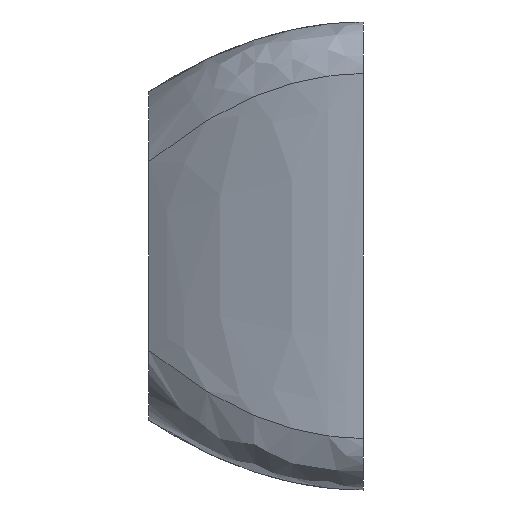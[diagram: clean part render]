
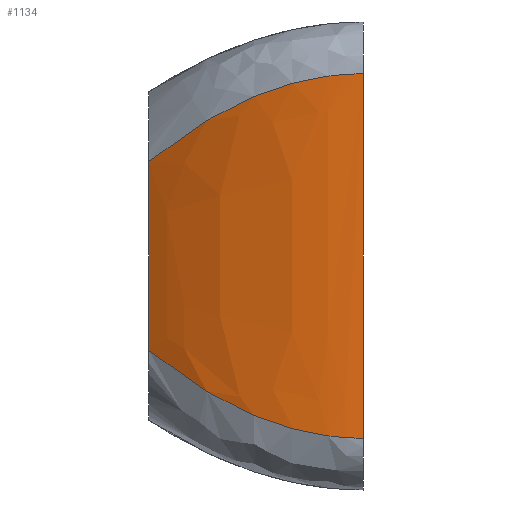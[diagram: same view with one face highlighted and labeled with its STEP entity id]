
A CAD part, left-side view. The second image highlights one B-rep face of the part: STEP entity #1134.
In plain terms, the highlighted free-form (B-spline) face has degree [3, 3] with [4, 4] control points.
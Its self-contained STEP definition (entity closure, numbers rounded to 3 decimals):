
#44=LINE('',#2168,#163);
#48=LINE('',#2185,#167);
#163=VECTOR('',#1280,10.);
#167=VECTOR('',#1294,10.);
#292=B_SPLINE_SURFACE_WITH_KNOTS('',3,3,((#2283,#2284,#2285,#2286),(#2287,
#2288,#2289,#2290),(#2291,#2292,#2293,#2294),(#2295,#2296,#2297,#2298)),
 .UNSPECIFIED.,.F.,.F.,.F.,(4,4),(4,4),(0.,1.),(0.,1.),.UNSPECIFIED.);
#311=FACE_OUTER_BOUND('',#379,.T.);
#379=EDGE_LOOP('',(#821,#822,#823,#824));
#462=B_SPLINE_CURVE_WITH_KNOTS('',3,(#2279,#2280,#2281,#2282),
 .UNSPECIFIED.,.F.,.F.,(4,4),(0.,1.),.UNSPECIFIED.);
#463=B_SPLINE_CURVE_WITH_KNOTS('',3,(#2299,#2300,#2301,#2302),
 .UNSPECIFIED.,.F.,.F.,(4,4),(0.,1.),.UNSPECIFIED.);
#486=VERTEX_POINT('',#2165);
#487=VERTEX_POINT('',#2167);
#494=VERTEX_POINT('',#2182);
#495=VERTEX_POINT('',#2184);
#604=EDGE_CURVE('',#487,#486,#44,.T.);
#612=EDGE_CURVE('',#494,#495,#48,.T.);
#620=EDGE_CURVE('',#494,#487,#462,.T.);
#621=EDGE_CURVE('',#495,#486,#463,.T.);
#821=ORIENTED_EDGE('',*,*,#612,.F.);
#822=ORIENTED_EDGE('',*,*,#620,.T.);
#823=ORIENTED_EDGE('',*,*,#604,.T.);
#824=ORIENTED_EDGE('',*,*,#621,.F.);
#1134=ADVANCED_FACE('',(#311),#292,.F.);
#1280=DIRECTION('',(0.,0.,1.));
#1294=DIRECTION('',(0.,0.,1.));
#2165=CARTESIAN_POINT('',(0.,0.,16.1));
#2167=CARTESIAN_POINT('',(0.,0.,2.));
#2168=CARTESIAN_POINT('',(0.,0.,16.1));
#2182=CARTESIAN_POINT('',(2.7,8.3,5.4));
#2184=CARTESIAN_POINT('',(2.7,8.3,12.7));
#2185=CARTESIAN_POINT('',(2.7,8.3,12.7));
#2279=CARTESIAN_POINT('Ctrl Pts',(2.7,8.3,5.4));
#2280=CARTESIAN_POINT('Ctrl Pts',(0.9,5.533,3.133));
#2281=CARTESIAN_POINT('Ctrl Pts',(0.,2.767,2.));
#2282=CARTESIAN_POINT('Ctrl Pts',(0.,0.,2.));
#2283=CARTESIAN_POINT('Ctrl Pts',(2.7,8.3,5.4));
#2284=CARTESIAN_POINT('Ctrl Pts',(0.9,5.533,3.133));
#2285=CARTESIAN_POINT('Ctrl Pts',(0.,2.767,2.));
#2286=CARTESIAN_POINT('Ctrl Pts',(0.,0.,2.));
#2287=CARTESIAN_POINT('Ctrl Pts',(2.7,8.3,6.814));
#2288=CARTESIAN_POINT('Ctrl Pts',(0.939,5.533,4.764));
#2289=CARTESIAN_POINT('Ctrl Pts',(0.,2.767,3.047));
#2290=CARTESIAN_POINT('Ctrl Pts',(0.,0.,3.047));
#2291=CARTESIAN_POINT('Ctrl Pts',(2.7,8.3,11.286));
#2292=CARTESIAN_POINT('Ctrl Pts',(0.939,5.533,13.336));
#2293=CARTESIAN_POINT('Ctrl Pts',(0.,2.767,15.053));
#2294=CARTESIAN_POINT('Ctrl Pts',(0.,0.,15.053));
#2295=CARTESIAN_POINT('Ctrl Pts',(2.7,8.3,12.7));
#2296=CARTESIAN_POINT('Ctrl Pts',(0.9,5.533,14.967));
#2297=CARTESIAN_POINT('Ctrl Pts',(0.,2.767,16.1));
#2298=CARTESIAN_POINT('Ctrl Pts',(0.,0.,16.1));
#2299=CARTESIAN_POINT('Ctrl Pts',(2.7,8.3,12.7));
#2300=CARTESIAN_POINT('Ctrl Pts',(0.9,5.533,14.967));
#2301=CARTESIAN_POINT('Ctrl Pts',(0.,2.767,16.1));
#2302=CARTESIAN_POINT('Ctrl Pts',(0.,0.,16.1));
